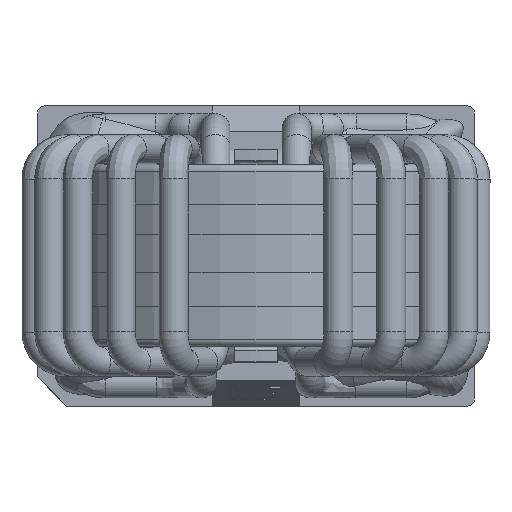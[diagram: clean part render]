
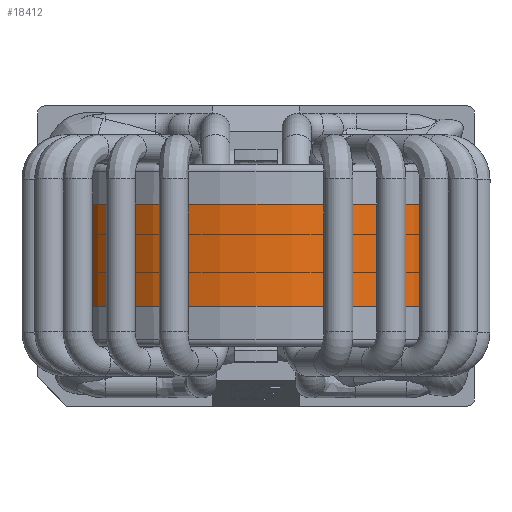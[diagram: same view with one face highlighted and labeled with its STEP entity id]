
A CAD part, top view. The second image highlights one B-rep face of the part: STEP entity #18412.
In plain terms, the highlighted cylindrical face has radius 14.155 mm (diameter 28.31 mm), a full revolution.
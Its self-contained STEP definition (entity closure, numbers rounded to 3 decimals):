
#3625=CYLINDRICAL_SURFACE('',#19484,14.155);
#5028=ORIENTED_EDGE('',*,*,#8436,.F.);
#5029=ORIENTED_EDGE('',*,*,#8438,.T.);
#8436=EDGE_CURVE('',#10316,#10316,#11447,.T.);
#8438=EDGE_CURVE('',#10318,#10318,#11449,.T.);
#10316=VERTEX_POINT('',#34793);
#10318=VERTEX_POINT('',#34798);
#11447=CIRCLE('',#19479,14.155);
#11449=CIRCLE('',#19482,14.155);
#12277=EDGE_LOOP('',(#5028));
#12278=EDGE_LOOP('',(#5029));
#13403=FACE_BOUND('',#12277,.T.);
#13404=FACE_BOUND('',#12278,.T.);
#18412=ADVANCED_FACE('',(#13403,#13404),#3625,.T.);
#19479=AXIS2_PLACEMENT_3D('',#34792,#21716,#21717);
#19482=AXIS2_PLACEMENT_3D('',#34797,#21722,#21723);
#19484=AXIS2_PLACEMENT_3D('',#34801,#21726,#21727);
#21716=DIRECTION('',(0.,1.,0.));
#21717=DIRECTION('',(1.,0.,0.));
#21722=DIRECTION('',(0.,1.,0.));
#21723=DIRECTION('',(1.,0.,0.));
#21726=DIRECTION('',(0.,1.,0.));
#21727=DIRECTION('',(0.,0.,1.));
#34792=CARTESIAN_POINT('',(0.,3.5,0.));
#34793=CARTESIAN_POINT('',(14.155,3.5,0.));
#34797=CARTESIAN_POINT('',(0.,-3.5,0.));
#34798=CARTESIAN_POINT('',(14.155,-3.5,0.));
#34801=CARTESIAN_POINT('',(0.,-3.5,0.));
